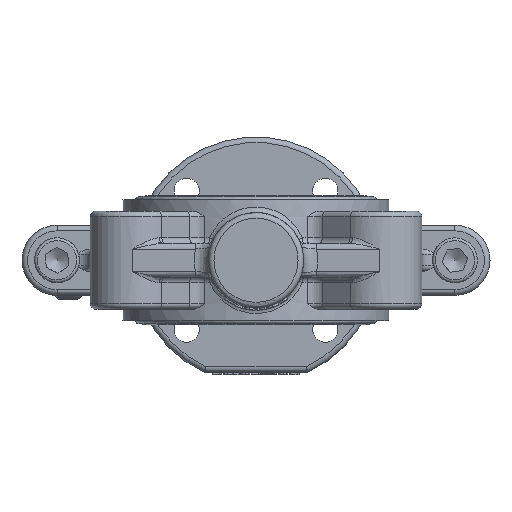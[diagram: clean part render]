
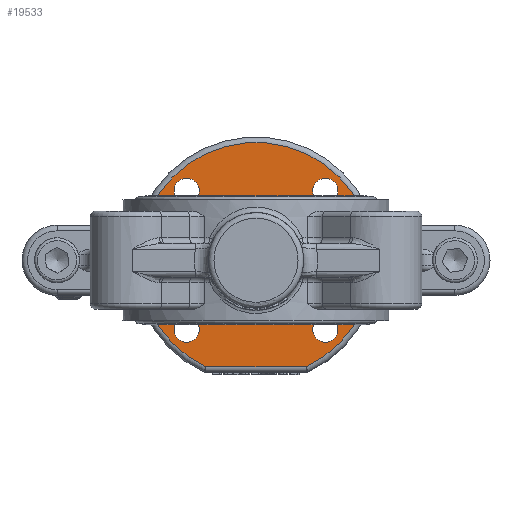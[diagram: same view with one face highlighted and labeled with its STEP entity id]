
A CAD part, front view. The second image highlights one B-rep face of the part: STEP entity #19533.
In plain terms, the highlighted planar face has unit normal (0, -1, 0).
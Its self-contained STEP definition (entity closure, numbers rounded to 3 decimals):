
#2020=LINE('',#33535,#3251);
#2021=LINE('',#33539,#3252);
#2022=LINE('',#33544,#3253);
#2023=LINE('',#33547,#3254);
#2024=LINE('',#33552,#3255);
#2025=LINE('',#33555,#3256);
#2026=LINE('',#33560,#3257);
#2027=LINE('',#33562,#3258);
#2028=LINE('',#33567,#3259);
#3251=VECTOR('',#23747,10.);
#3252=VECTOR('',#23752,10.);
#3253=VECTOR('',#23759,10.);
#3254=VECTOR('',#23762,10.);
#3255=VECTOR('',#23769,10.);
#3256=VECTOR('',#23772,10.);
#3257=VECTOR('',#23779,10.);
#3258=VECTOR('',#23782,10.);
#3259=VECTOR('',#23787,10.);
#4062=PLANE('',#20708);
#4300=FACE_BOUND('',#6248,.T.);
#4301=FACE_BOUND('',#6249,.T.);
#4302=FACE_BOUND('',#6250,.T.);
#4303=FACE_BOUND('',#6251,.T.);
#4304=FACE_BOUND('',#6252,.T.);
#5008=FACE_OUTER_BOUND('',#6247,.T.);
#6247=EDGE_LOOP('',(#15115,#15116));
#6248=EDGE_LOOP('',(#15117));
#6249=EDGE_LOOP('',(#15118));
#6250=EDGE_LOOP('',(#15119));
#6251=EDGE_LOOP('',(#15120));
#6252=EDGE_LOOP('',(#15121,#15122,#15123,#15124,#15125,#15126,#15127,#15128));
#7072=CIRCLE('',#20709,42.);
#7073=CIRCLE('',#20710,4.5);
#7074=CIRCLE('',#20711,4.5);
#7075=CIRCLE('',#20712,4.5);
#7076=CIRCLE('',#20713,4.5);
#8688=VERTEX_POINT('',#33532);
#8689=VERTEX_POINT('',#33534);
#8690=VERTEX_POINT('',#33538);
#8691=VERTEX_POINT('',#33542);
#8692=VERTEX_POINT('',#33546);
#8693=VERTEX_POINT('',#33550);
#8694=VERTEX_POINT('',#33554);
#8695=VERTEX_POINT('',#33558);
#8696=VERTEX_POINT('',#33564);
#8697=VERTEX_POINT('',#33565);
#8698=VERTEX_POINT('',#33568);
#8699=VERTEX_POINT('',#33570);
#8700=VERTEX_POINT('',#33572);
#8701=VERTEX_POINT('',#33574);
#10980=EDGE_CURVE('',#8688,#8689,#2020,.T.);
#10982=EDGE_CURVE('',#8689,#8690,#2021,.T.);
#10985=EDGE_CURVE('',#8691,#8688,#2022,.T.);
#10986=EDGE_CURVE('',#8690,#8692,#2023,.T.);
#10989=EDGE_CURVE('',#8693,#8691,#2024,.T.);
#10990=EDGE_CURVE('',#8692,#8694,#2025,.T.);
#10993=EDGE_CURVE('',#8695,#8693,#2026,.T.);
#10994=EDGE_CURVE('',#8694,#8695,#2027,.T.);
#10995=EDGE_CURVE('',#8696,#8697,#7072,.T.);
#10996=EDGE_CURVE('',#8697,#8696,#2028,.T.);
#10997=EDGE_CURVE('',#8698,#8698,#7073,.T.);
#10998=EDGE_CURVE('',#8699,#8699,#7074,.T.);
#10999=EDGE_CURVE('',#8700,#8700,#7075,.T.);
#11000=EDGE_CURVE('',#8701,#8701,#7076,.T.);
#15115=ORIENTED_EDGE('',*,*,#10995,.F.);
#15116=ORIENTED_EDGE('',*,*,#10996,.F.);
#15117=ORIENTED_EDGE('',*,*,#10997,.T.);
#15118=ORIENTED_EDGE('',*,*,#10998,.T.);
#15119=ORIENTED_EDGE('',*,*,#10999,.T.);
#15120=ORIENTED_EDGE('',*,*,#11000,.T.);
#15121=ORIENTED_EDGE('',*,*,#10994,.F.);
#15122=ORIENTED_EDGE('',*,*,#10990,.F.);
#15123=ORIENTED_EDGE('',*,*,#10986,.F.);
#15124=ORIENTED_EDGE('',*,*,#10982,.F.);
#15125=ORIENTED_EDGE('',*,*,#10980,.F.);
#15126=ORIENTED_EDGE('',*,*,#10985,.F.);
#15127=ORIENTED_EDGE('',*,*,#10989,.F.);
#15128=ORIENTED_EDGE('',*,*,#10993,.F.);
#19533=ADVANCED_FACE('',(#5008,#4300,#4301,#4302,#4303,#4304),#4062,.T.);
#20708=AXIS2_PLACEMENT_3D('',#33563,#23783,#23784);
#20709=AXIS2_PLACEMENT_3D('',#33566,#23785,#23786);
#20710=AXIS2_PLACEMENT_3D('',#33569,#23788,#23789);
#20711=AXIS2_PLACEMENT_3D('',#33571,#23790,#23791);
#20712=AXIS2_PLACEMENT_3D('',#33573,#23792,#23793);
#20713=AXIS2_PLACEMENT_3D('',#33575,#23794,#23795);
#23747=DIRECTION('',(-0.707,0.,-0.707));
#23752=DIRECTION('',(0.,0.,-1.));
#23759=DIRECTION('',(-1.,0.,0.));
#23762=DIRECTION('',(0.707,0.,-0.707));
#23769=DIRECTION('',(-0.707,0.,0.707));
#23772=DIRECTION('',(1.,0.,0.));
#23779=DIRECTION('',(0.,0.,1.));
#23782=DIRECTION('',(0.707,0.,0.707));
#23783=DIRECTION('center_axis',(0.,-1.,0.));
#23784=DIRECTION('ref_axis',(0.,0.,-1.));
#23785=DIRECTION('center_axis',(0.,1.,0.));
#23786=DIRECTION('ref_axis',(0.,0.,1.));
#23787=DIRECTION('',(-1.,0.,0.));
#23788=DIRECTION('center_axis',(0.,1.,0.));
#23789=DIRECTION('ref_axis',(-1.,0.,0.));
#23790=DIRECTION('center_axis',(0.,1.,0.));
#23791=DIRECTION('ref_axis',(0.,0.,1.));
#23792=DIRECTION('center_axis',(0.,1.,0.));
#23793=DIRECTION('ref_axis',(0.,0.,-1.));
#23794=DIRECTION('center_axis',(0.,1.,0.));
#23795=DIRECTION('ref_axis',(1.,0.,0.));
#33532=CARTESIAN_POINT('',(-15.157,127.,15.5));
#33534=CARTESIAN_POINT('',(-23.,127.,7.657));
#33535=CARTESIAN_POINT('',(-18.578,127.,12.078));
#33538=CARTESIAN_POINT('',(-23.,127.,-7.657));
#33539=CARTESIAN_POINT('',(-23.,127.,-3.));
#33542=CARTESIAN_POINT('',(15.157,127.,15.5));
#33544=CARTESIAN_POINT('',(-6.75,127.,15.5));
#33546=CARTESIAN_POINT('',(-15.157,127.,-15.5));
#33547=CARTESIAN_POINT('',(-15.828,127.,-14.828));
#33550=CARTESIAN_POINT('',(23.,127.,7.657));
#33552=CARTESIAN_POINT('',(15.828,127.,14.828));
#33554=CARTESIAN_POINT('',(15.157,127.,-15.5));
#33555=CARTESIAN_POINT('',(6.75,127.,-15.5));
#33558=CARTESIAN_POINT('',(23.,127.,-7.657));
#33560=CARTESIAN_POINT('',(23.,127.,3.));
#33562=CARTESIAN_POINT('',(18.578,127.,-12.078));
#33563=CARTESIAN_POINT('Origin',(0.,127.,0.));
#33564=CARTESIAN_POINT('',(-17.889,127.,-38.));
#33565=CARTESIAN_POINT('',(17.889,127.,-38.));
#33566=CARTESIAN_POINT('Origin',(0.,127.,0.));
#33567=CARTESIAN_POINT('',(-41.751,127.,-38.));
#33568=CARTESIAN_POINT('',(29.249,127.,24.749));
#33569=CARTESIAN_POINT('Origin',(24.749,127.,24.749));
#33570=CARTESIAN_POINT('',(24.749,127.,-29.249));
#33571=CARTESIAN_POINT('Origin',(24.749,127.,-24.749));
#33572=CARTESIAN_POINT('',(-24.749,127.,29.249));
#33573=CARTESIAN_POINT('Origin',(-24.749,127.,24.749));
#33574=CARTESIAN_POINT('',(-29.249,127.,-24.749));
#33575=CARTESIAN_POINT('Origin',(-24.749,127.,-24.749));
